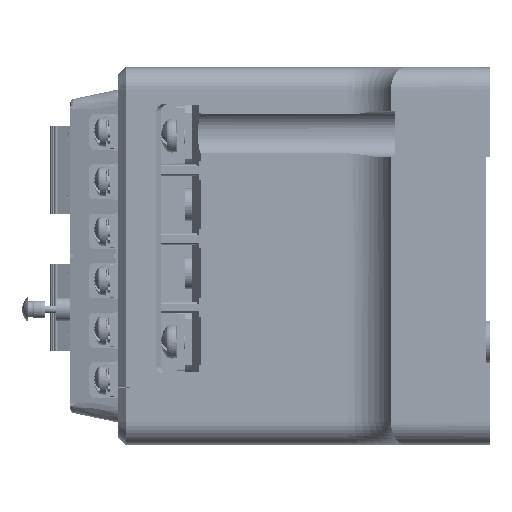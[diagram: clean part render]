
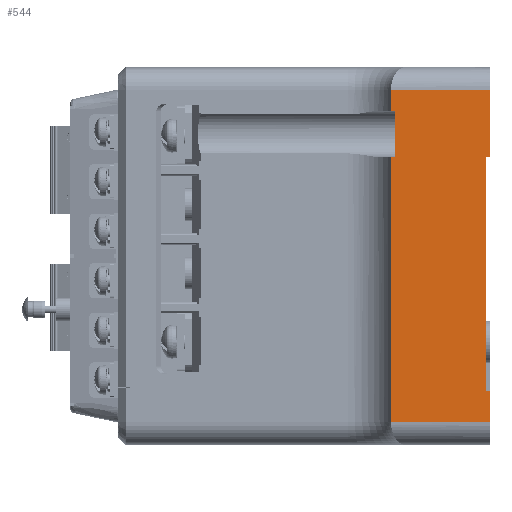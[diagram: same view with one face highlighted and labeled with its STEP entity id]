
A CAD part, left-side view. The second image highlights one B-rep face of the part: STEP entity #544.
In plain terms, the highlighted planar face has unit normal (-1, 0, 0).
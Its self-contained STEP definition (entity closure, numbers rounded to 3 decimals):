
#544 = ADVANCED_FACE ( 'NONE', ( #124075 ), #124076, .F. ) ;
#3109 = ORIENTED_EDGE ( 'NONE', *, *, #159127, .T. ) ;
#3111 = ORIENTED_EDGE ( 'NONE', *, *, #159129, .T. ) ;
#3113 = ORIENTED_EDGE ( 'NONE', *, *, #159131, .T. ) ;
#3114 = ORIENTED_EDGE ( 'NONE', *, *, #159133, .F. ) ;
#3116 = ORIENTED_EDGE ( 'NONE', *, *, #159135, .F. ) ;
#3118 = ORIENTED_EDGE ( 'NONE', *, *, #159137, .T. ) ;
#3120 = ORIENTED_EDGE ( 'NONE', *, *, #159140, .T. ) ;
#3122 = ORIENTED_EDGE ( 'NONE', *, *, #159142, .T. ) ;
#3124 = ORIENTED_EDGE ( 'NONE', *, *, #159144, .T. ) ;
#3125 = ORIENTED_EDGE ( 'NONE', *, *, #159146, .F. ) ;
#3126 = ORIENTED_EDGE ( 'NONE', *, *, #159148, .F. ) ;
#3128 = ORIENTED_EDGE ( 'NONE', *, *, #159150, .T. ) ;
#5653 = VERTEX_POINT ( 'NONE', #137770 ) ;
#5672 = VERTEX_POINT ( 'NONE', #137796 ) ;
#5681 = VERTEX_POINT ( 'NONE', #137811 ) ;
#5683 = VERTEX_POINT ( 'NONE', #137813 ) ;
#5687 = VERTEX_POINT ( 'NONE', #137817 ) ;
#5689 = VERTEX_POINT ( 'NONE', #137820 ) ;
#5691 = VERTEX_POINT ( 'NONE', #137823 ) ;
#5692 = VERTEX_POINT ( 'NONE', #137826 ) ;
#5698 = VERTEX_POINT ( 'NONE', #137835 ) ;
#5700 = VERTEX_POINT ( 'NONE', #137838 ) ;
#5702 = VERTEX_POINT ( 'NONE', #137840 ) ;
#5704 = VERTEX_POINT ( 'NONE', #137842 ) ;
#40623 = LINE ( 'NONE', #40648, #43275 ) ;
#40628 = LINE ( 'NONE', #40657, #43293 ) ;
#40644 = LINE ( 'NONE', #40646, #43289 ) ;
#40645 = LINE ( 'NONE', #40660, #43302 ) ;
#40646 = CARTESIAN_POINT ( 'NONE',  ( -78., 26., -49.5 ) ) ;
#40647 = DIRECTION ( 'NONE',  ( 0., 0., -1. ) ) ;
#40648 = CARTESIAN_POINT ( 'NONE',  ( -78., 110., -43.5 ) ) ;
#40649 = DIRECTION ( 'NONE',  ( 0., -1., 0. ) ) ;
#40650 = LINE ( 'NONE', #40651, #43296 ) ;
#40651 = CARTESIAN_POINT ( 'NONE',  ( -78., 0., -49.5 ) ) ;
#40652 = DIRECTION ( 'NONE',  ( 0., 0., 1. ) ) ;
#40653 = LINE ( 'NONE', #40655, #43299 ) ;
#40654 = LINE ( 'NONE', #40674, #43304 ) ;
#40655 = CARTESIAN_POINT ( 'NONE',  ( -78., 1., -35.5 ) ) ;
#40656 = DIRECTION ( 'NONE',  ( 0., -1., 0. ) ) ;
#40657 = CARTESIAN_POINT ( 'NONE',  ( -78., 1., -35.5 ) ) ;
#40659 = DIRECTION ( 'NONE',  ( 0., 0., -1. ) ) ;
#40660 = CARTESIAN_POINT ( 'NONE',  ( -78., 1., 26. ) ) ;
#40661 = DIRECTION ( 'NONE',  ( 0., -1., 0. ) ) ;
#40662 = LINE ( 'NONE', #40663, #43307 ) ;
#40663 = CARTESIAN_POINT ( 'NONE',  ( -78., 0., -49.5 ) ) ;
#40664 = DIRECTION ( 'NONE',  ( 0., 0., 1. ) ) ;
#40665 = LINE ( 'NONE', #40666, #43311 ) ;
#40666 = CARTESIAN_POINT ( 'NONE',  ( -78., 110., 43.5 ) ) ;
#40667 = DIRECTION ( 'NONE',  ( 0., 1., 0. ) ) ;
#40668 = LINE ( 'NONE', #40669, #43314 ) ;
#40669 = CARTESIAN_POINT ( 'NONE',  ( -78., 26., -49.5 ) ) ;
#40670 = DIRECTION ( 'NONE',  ( 0., 0., -1. ) ) ;
#40671 = LINE ( 'NONE', #40672, #43317 ) ;
#40672 = CARTESIAN_POINT ( 'NONE',  ( -78., 110., 38. ) ) ;
#40673 = DIRECTION ( 'NONE',  ( 0., 1., 0. ) ) ;
#40674 = CARTESIAN_POINT ( 'NONE',  ( -78., 25., -49.5 ) ) ;
#40675 = DIRECTION ( 'NONE',  ( 0., 0., 1. ) ) ;
#40676 = LINE ( 'NONE', #40677, #43323 ) ;
#40677 = CARTESIAN_POINT ( 'NONE',  ( -78., 110., 26. ) ) ;
#40678 = DIRECTION ( 'NONE',  ( 0., 1., 0. ) ) ;
#43275 = VECTOR ( 'NONE', #40649, 1000. ) ;
#43289 = VECTOR ( 'NONE', #40647, 1000. ) ;
#43293 = VECTOR ( 'NONE', #40659, 1000. ) ;
#43296 = VECTOR ( 'NONE', #40652, 1000. ) ;
#43299 = VECTOR ( 'NONE', #40656, 1000. ) ;
#43302 = VECTOR ( 'NONE', #40661, 1000. ) ;
#43304 = VECTOR ( 'NONE', #40675, 1000. ) ;
#43307 = VECTOR ( 'NONE', #40664, 1000. ) ;
#43311 = VECTOR ( 'NONE', #40667, 1000. ) ;
#43314 = VECTOR ( 'NONE', #40670, 1000. ) ;
#43317 = VECTOR ( 'NONE', #40673, 1000. ) ;
#43323 = VECTOR ( 'NONE', #40678, 1000. ) ;
#103073 = AXIS2_PLACEMENT_3D ( 'NONE', #124071, #124078, #124079 ) ;
#124071 = CARTESIAN_POINT ( 'NONE',  ( -78., 110., -49.5 ) ) ;
#124075 = FACE_OUTER_BOUND ( 'NONE', #155969, .T. ) ;
#124076 = PLANE ( 'NONE',  #103073 ) ;
#124078 = DIRECTION ( 'NONE',  ( 1., 0., 0. ) ) ;
#124079 = DIRECTION ( 'NONE',  ( 0., 0., -1. ) ) ;
#137770 = CARTESIAN_POINT ( 'NONE',  ( -78., 25., 38. ) ) ;
#137796 = CARTESIAN_POINT ( 'NONE',  ( -78., 26., -43.5 ) ) ;
#137811 = CARTESIAN_POINT ( 'NONE',  ( -78., 1., 26. ) ) ;
#137813 = CARTESIAN_POINT ( 'NONE',  ( -78., 26., 26. ) ) ;
#137817 = CARTESIAN_POINT ( 'NONE',  ( -78., 1., -35.5 ) ) ;
#137820 = CARTESIAN_POINT ( 'NONE',  ( -78., 25., 26. ) ) ;
#137823 = CARTESIAN_POINT ( 'NONE',  ( -78., 0., -43.5 ) ) ;
#137826 = CARTESIAN_POINT ( 'NONE',  ( -78., 0., -35.5 ) ) ;
#137835 = CARTESIAN_POINT ( 'NONE',  ( -78., 0., 26. ) ) ;
#137838 = CARTESIAN_POINT ( 'NONE',  ( -78., 0., 43.5 ) ) ;
#137840 = CARTESIAN_POINT ( 'NONE',  ( -78., 26., 43.5 ) ) ;
#137842 = CARTESIAN_POINT ( 'NONE',  ( -78., 26., 38. ) ) ;
#155969 = EDGE_LOOP ( 'NONE', ( #3109, #3111, #3113, #3114, #3116, #3118, #3120, #3122, #3124, #3125, #3126, #3128 ) ) ;
#159127 = EDGE_CURVE ( 'NONE', #5683, #5672, #40644, .T. ) ;
#159129 = EDGE_CURVE ( 'NONE', #5672, #5691, #40623, .T. ) ;
#159131 = EDGE_CURVE ( 'NONE', #5691, #5692, #40650, .T. ) ;
#159133 = EDGE_CURVE ( 'NONE', #5687, #5692, #40653, .T. ) ;
#159135 = EDGE_CURVE ( 'NONE', #5681, #5687, #40628, .T. ) ;
#159137 = EDGE_CURVE ( 'NONE', #5681, #5698, #40645, .T. ) ;
#159140 = EDGE_CURVE ( 'NONE', #5698, #5700, #40662, .T. ) ;
#159142 = EDGE_CURVE ( 'NONE', #5700, #5702, #40665, .T. ) ;
#159144 = EDGE_CURVE ( 'NONE', #5702, #5704, #40668, .T. ) ;
#159146 = EDGE_CURVE ( 'NONE', #5653, #5704, #40671, .T. ) ;
#159148 = EDGE_CURVE ( 'NONE', #5689, #5653, #40654, .T. ) ;
#159150 = EDGE_CURVE ( 'NONE', #5689, #5683, #40676, .T. ) ;
